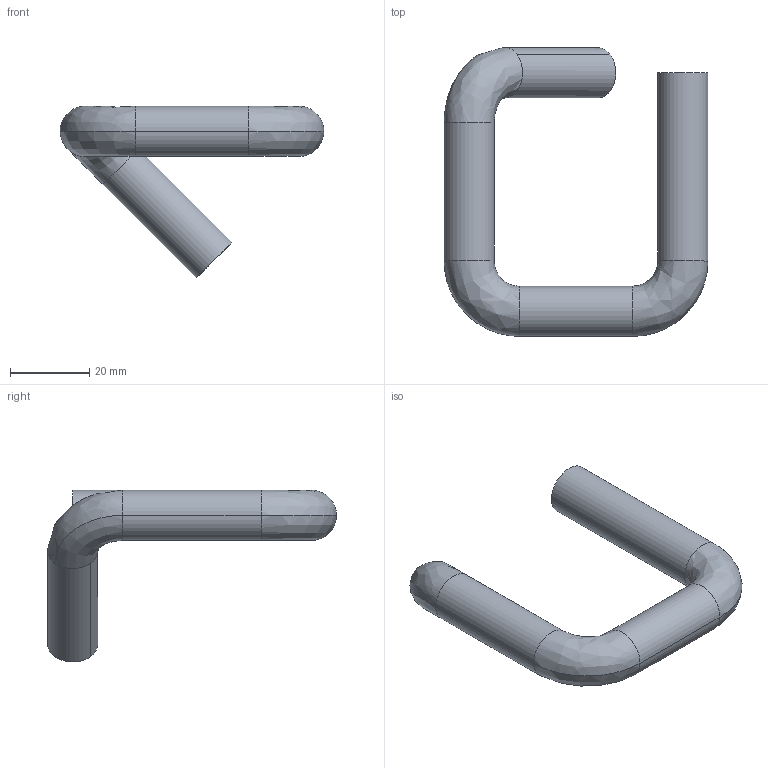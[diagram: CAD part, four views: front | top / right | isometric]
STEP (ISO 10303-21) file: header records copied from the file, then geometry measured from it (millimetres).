
FILE_DESCRIPTION(('TurboCAD Mac Pro'),'Build 980');
FILE_NAME('P9209.stp',' ',(''),(''),'ACIS Interop','IMSI','TurboCAD Mac Pro BY IMSI, INCORPORATED');
FILE_SCHEMA(('automotive_design'));
Length unit declared in the file: inch
Products named in the file (2): 1; 2
Bounding box: 66.67 x 73 x 43.39 mm (x, y, z)
Volume: 25865.7 mm3; surface area: 8404.1 mm2
Topology: 1 solids, 1 shells, 16 faces, 33 edges, 19 vertices
Faces by surface type: cylinder 8, bspline 6, plane 2
Entity records: 1071 total; most frequent: CARTESIAN_POINT 506, DIRECTION 74, ORIENTED_EDGE 66, EDGE_CURVE 33, AXIS2_PLACEMENT_3D 31, STYLED_ITEM 24, PRESENTATION_STYLE_ASSIGNMENT 24, COLOUR_RGB 24
